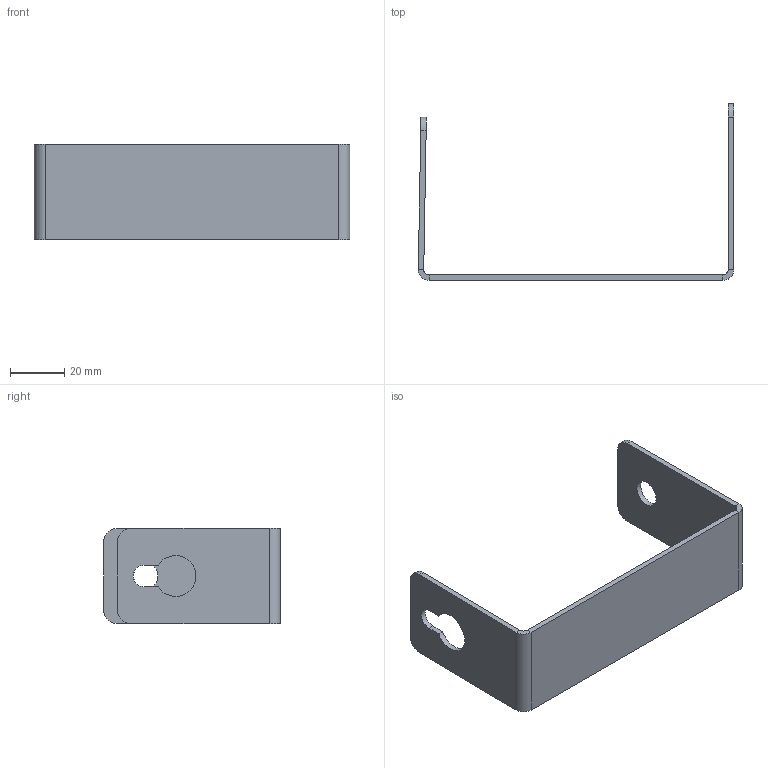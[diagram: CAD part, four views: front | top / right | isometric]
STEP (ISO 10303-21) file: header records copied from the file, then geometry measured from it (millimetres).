
FILE_DESCRIPTION (( 'STEP AP214' ), '1' );
FILE_NAME ('7215484.stp', '2021-03-24T14:03:43', ( '' ), ( '' ), 'SwSTEP 2.0', 'SolidWorks 2020', '' );
FILE_SCHEMA (( 'AUTOMOTIVE_DESIGN' ));
Length unit declared in the file: millimetre
Products named in the file (1): 7215484
Bounding box: 115.93 x 65 x 35 mm (x, y, z)
Volume: 15730.5 mm3; surface area: 16976.7 mm2
Topology: 1 solids, 1 shells, 31 faces, 71 edges, 42 vertices
Faces by surface type: plane 20, cylinder 11
Full cylindrical faces by diameter (mm): 10 x1
Entity records: 1039 total; most frequent: DIRECTION 156, CARTESIAN_POINT 144, ORIENTED_EDGE 140, EDGE_CURVE 70, AXIS2_PLACEMENT_3D 54, LINE 48, VECTOR 48, VERTEX_POINT 42
